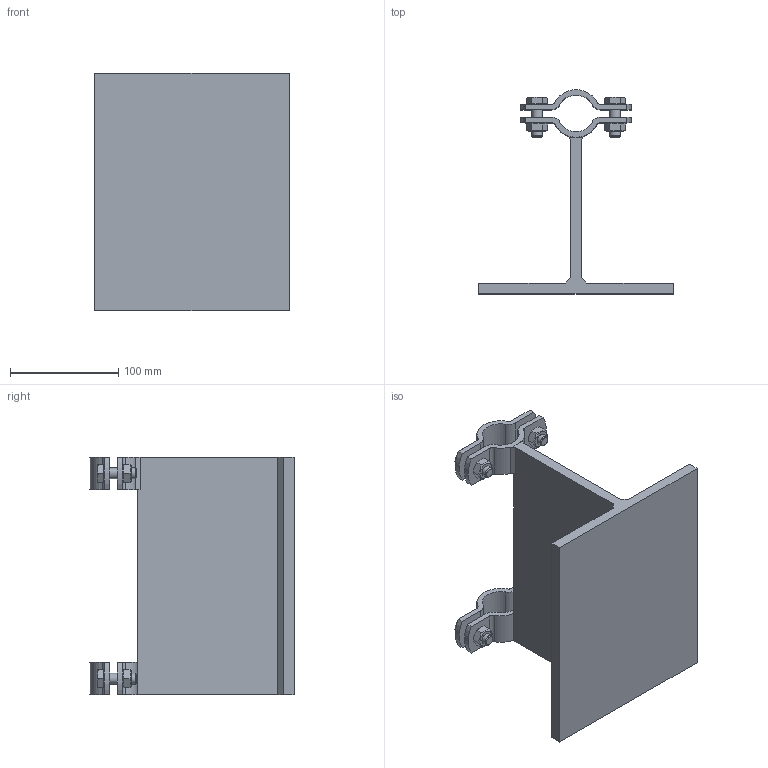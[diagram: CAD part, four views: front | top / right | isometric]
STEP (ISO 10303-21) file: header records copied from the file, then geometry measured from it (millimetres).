
FILE_DESCRIPTION((''),'2;1');
FILE_NAME('116446.stp','2010-04-12T15:29:38',('DMK009'),(''),'Autodesk Inventor 2010','Autodesk Inventor 2010','');
FILE_SCHEMA(('AUTOMOTIVE_DESIGN { 1 0 10303 214 1 1 1 1 }'));
Length unit declared in the file: millimetre
Products named in the file (1): 116446
Bounding box: 180 x 188.93 x 220 mm (x, y, z)
Volume: 780926.2 mm3; surface area: 187367.3 mm2
Topology: 2 solids, 2 shells, 211 faces, 504 edges, 322 vertices
Faces by surface type: plane 111, cylinder 52, cone 40, bspline 8
Full cylindrical faces by diameter (mm): 9.188 x4, 10 x8, 11.5 x4, 15.4 x4
Entity records: 6098 total; most frequent: CARTESIAN_POINT 1312, DIRECTION 926, ORIENTED_EDGE 916, EDGE_CURVE 458, AXIS2_PLACEMENT_3D 360, VERTEX_POINT 314, EDGE_LOOP 284, STYLED_ITEM 212
